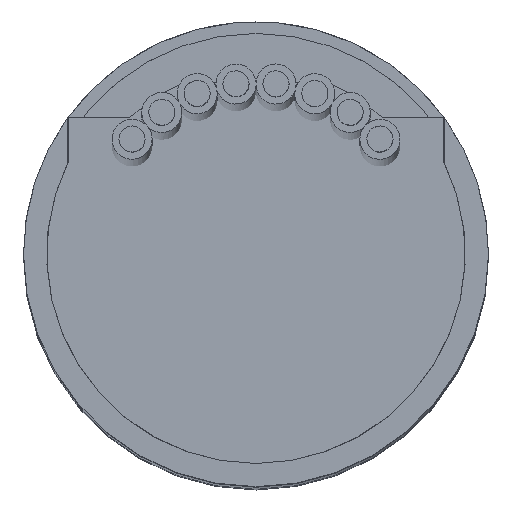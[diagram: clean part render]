
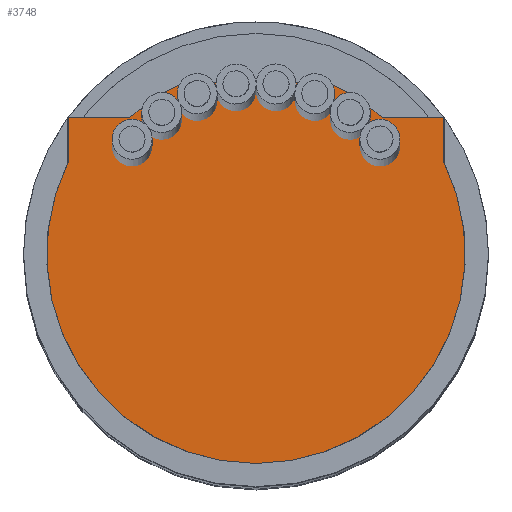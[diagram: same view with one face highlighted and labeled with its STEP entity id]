
A CAD part, top view. The second image highlights one B-rep face of the part: STEP entity #3748.
In plain terms, the highlighted planar face has unit normal (0, 0, 1).
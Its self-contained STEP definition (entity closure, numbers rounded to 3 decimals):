
#163 = DIRECTION ( 'NONE',  ( 1., 0., 0. ) ) ;
#205 = VECTOR ( 'NONE', #163, 1000. ) ;
#247 = DIRECTION ( 'NONE',  ( 0., 0., -1. ) ) ;
#264 = VERTEX_POINT ( 'NONE', #1988 ) ;
#453 = CARTESIAN_POINT ( 'NONE',  ( -22.22, -9.381, -48.001 ) ) ;
#511 = CARTESIAN_POINT ( 'NONE',  ( -9.32, -14.08, -48.001 ) ) ;
#590 = AXIS2_PLACEMENT_3D ( 'NONE', #4168, #809, #4733 ) ;
#809 = DIRECTION ( 'NONE',  ( 0., 0., -1. ) ) ;
#934 = FACE_OUTER_BOUND ( 'NONE', #4412, .T. ) ;
#944 = AXIS2_PLACEMENT_3D ( 'NONE', #2485, #6332, #3056 ) ;
#1030 = LINE ( 'NONE', #2377, #205 ) ;
#1040 = EDGE_CURVE ( 'NONE', #1679, #2843, #5417, .T. ) ;
#1048 = DIRECTION ( 'NONE',  ( 0., -1., 0. ) ) ;
#1092 = ORIENTED_EDGE ( 'NONE', *, *, #3802, .F. ) ;
#1247 = AXIS2_PLACEMENT_3D ( 'NONE', #3586, #247, #4131 ) ;
#1333 = CIRCLE ( 'NONE', #944, 6.4 ) ;
#1394 = ORIENTED_EDGE ( 'NONE', *, *, #3683, .F. ) ;
#1462 = VERTEX_POINT ( 'NONE', #453 ) ;
#1535 = DIRECTION ( 'NONE',  ( 1., 0., 0. ) ) ;
#1537 = ORIENTED_EDGE ( 'NONE', *, *, #6293, .F. ) ;
#1636 = CARTESIAN_POINT ( 'NONE',  ( -15.77, -8.18, -48.001 ) ) ;
#1679 = VERTEX_POINT ( 'NONE', #4556 ) ;
#1935 = CARTESIAN_POINT ( 'NONE',  ( -15.77, -14.08, -48.001 ) ) ;
#1988 = CARTESIAN_POINT ( 'NONE',  ( -22.22, -10.881, -48.001 ) ) ;
#2009 = CARTESIAN_POINT ( 'NONE',  ( -22.22, -14.08, -48.001 ) ) ;
#2106 = LINE ( 'NONE', #2009, #4195 ) ;
#2377 = CARTESIAN_POINT ( 'NONE',  ( -15.77, -9.381, -48.001 ) ) ;
#2485 = CARTESIAN_POINT ( 'NONE',  ( -15.77, -14.08, -48.001 ) ) ;
#2716 = CARTESIAN_POINT ( 'NONE',  ( -9.32, -9.381, -48.001 ) ) ;
#2843 = VERTEX_POINT ( 'NONE', #4172 ) ;
#3056 = DIRECTION ( 'NONE',  ( -1., 0., 0. ) ) ;
#3289 = DIRECTION ( 'NONE',  ( 1., 0., 0. ) ) ;
#3295 = CARTESIAN_POINT ( 'NONE',  ( -20.114, -9.381, -48.001 ) ) ;
#3341 = ORIENTED_EDGE ( 'NONE', *, *, #6799, .F. ) ;
#3586 = CARTESIAN_POINT ( 'NONE',  ( -15.77, -14.08, -48.001 ) ) ;
#3638 = DIRECTION ( 'NONE',  ( -1., 0., 0. ) ) ;
#3683 = EDGE_CURVE ( 'NONE', #1462, #5632, #1030, .T. ) ;
#3748 = ADVANCED_FACE ( 'NONE', ( #934 ), #6872, .F. ) ;
#3802 = EDGE_CURVE ( 'NONE', #264, #1462, #2106, .T. ) ;
#4131 = DIRECTION ( 'NONE',  ( -1., 0., 0. ) ) ;
#4168 = CARTESIAN_POINT ( 'NONE',  ( -15.77, -14.08, -48.001 ) ) ;
#4172 = CARTESIAN_POINT ( 'NONE',  ( -13.29, -8.18, -48.001 ) ) ;
#4191 = VECTOR ( 'NONE', #1535, 1000. ) ;
#4195 = VECTOR ( 'NONE', #4205, 1000. ) ;
#4205 = DIRECTION ( 'NONE',  ( 0., 1., 0. ) ) ;
#4229 = LINE ( 'NONE', #511, #5351 ) ;
#4412 = EDGE_LOOP ( 'NONE', ( #1092, #5150, #3341, #1537, #4798, #4783, #4567, #1394 ) ) ;
#4478 = VECTOR ( 'NONE', #3289, 1000. ) ;
#4520 = CARTESIAN_POINT ( 'NONE',  ( -9.32, -10.881, -48.001 ) ) ;
#4556 = CARTESIAN_POINT ( 'NONE',  ( -18.25, -8.18, -48.001 ) ) ;
#4567 = ORIENTED_EDGE ( 'NONE', *, *, #5071, .F. ) ;
#4733 = DIRECTION ( 'NONE',  ( -1., 0., 0. ) ) ;
#4783 = ORIENTED_EDGE ( 'NONE', *, *, #1040, .F. ) ;
#4798 = ORIENTED_EDGE ( 'NONE', *, *, #5066, .F. ) ;
#4819 = LINE ( 'NONE', #5409, #4478 ) ;
#5066 = EDGE_CURVE ( 'NONE', #2843, #5675, #1333, .T. ) ;
#5071 = EDGE_CURVE ( 'NONE', #5632, #1679, #5779, .T. ) ;
#5150 = ORIENTED_EDGE ( 'NONE', *, *, #5900, .F. ) ;
#5351 = VECTOR ( 'NONE', #1048, 1000. ) ;
#5409 = CARTESIAN_POINT ( 'NONE',  ( -15.77, -9.381, -48.001 ) ) ;
#5417 = LINE ( 'NONE', #1636, #4191 ) ;
#5510 = CARTESIAN_POINT ( 'NONE',  ( -11.426, -9.381, -48.001 ) ) ;
#5632 = VERTEX_POINT ( 'NONE', #3295 ) ;
#5675 = VERTEX_POINT ( 'NONE', #5510 ) ;
#5779 = CIRCLE ( 'NONE', #590, 6.4 ) ;
#5847 = VERTEX_POINT ( 'NONE', #4520 ) ;
#5900 = EDGE_CURVE ( 'NONE', #5847, #264, #6355, .T. ) ;
#6293 = EDGE_CURVE ( 'NONE', #5675, #6737, #4819, .T. ) ;
#6332 = DIRECTION ( 'NONE',  ( 0., 0., -1. ) ) ;
#6355 = CIRCLE ( 'NONE', #1247, 7.2 ) ;
#6705 = AXIS2_PLACEMENT_3D ( 'NONE', #1935, #6892, #3638 ) ;
#6737 = VERTEX_POINT ( 'NONE', #2716 ) ;
#6799 = EDGE_CURVE ( 'NONE', #6737, #5847, #4229, .T. ) ;
#6872 = PLANE ( 'NONE',  #6705 ) ;
#6892 = DIRECTION ( 'NONE',  ( 0., 0., -1. ) ) ;
